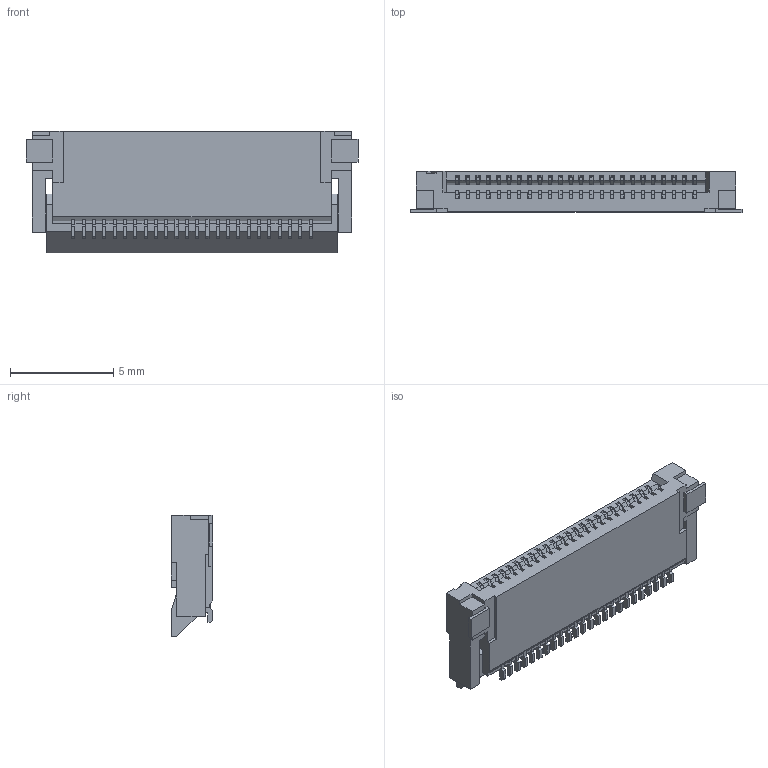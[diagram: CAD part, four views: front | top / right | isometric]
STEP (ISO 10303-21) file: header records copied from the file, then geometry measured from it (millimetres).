
FILE_DESCRIPTION(/* description */ (''),/* implementation_level */ '2;1');
FILE_NAME(/* name */ 'Omron XF2M-2415-1A v2.step',/* time_stamp */ '2018-03-20T16:25:22+00:00',/* author */ ('eric.n.tech'),/* organization */ (''),/* preprocessor_version */ 'ST-DEVELOPER v16.13',/* originating_system */ 'Autodesk Translation Framework v6.5.0.72',/* authorisation */ '');
FILE_SCHEMA (('AUTOMOTIVE_DESIGN { 1 0 10303 214 3 1 1 }'));
Length unit declared in the file: millimetre
Products named in the file (1): Omron XF2M-2415-1A
Bounding box: 16.1 x 2 x 5.9 mm (x, y, z)
Volume: 130.3 mm3; surface area: 490.5 mm2
Topology: 1 solids, 1 shells, 947 faces, 2755 edges, 1836 vertices
Faces by surface type: plane 946, cylinder 1
Entity records: 30649 total; most frequent: CARTESIAN_POINT 5539, ORIENTED_EDGE 5510, DIRECTION 4653, EDGE_CURVE 2755, LINE 2753, VECTOR 2753, VERTEX_POINT 1836, EDGE_LOOP 973
